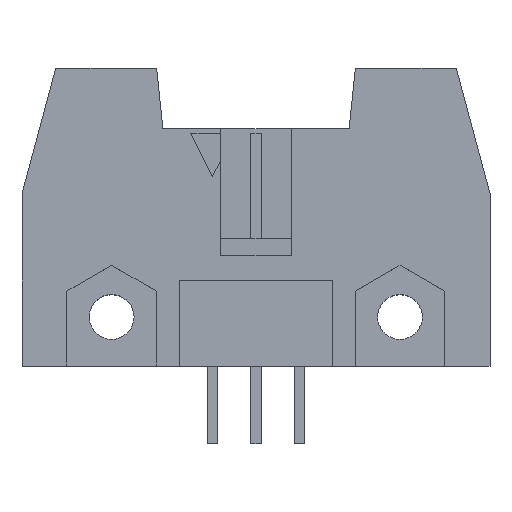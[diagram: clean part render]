
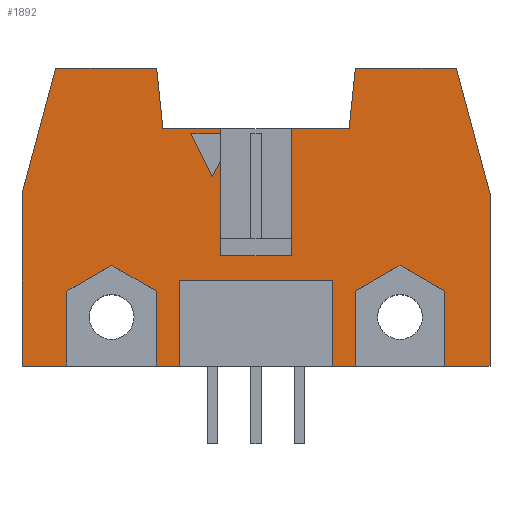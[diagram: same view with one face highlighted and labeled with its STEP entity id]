
A CAD part, top view. The second image highlights one B-rep face of the part: STEP entity #1892.
In plain terms, the highlighted planar face has unit normal (0, 0, 1).
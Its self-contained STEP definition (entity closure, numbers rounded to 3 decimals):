
#1226=LINE('',#5085,#1575);
#1230=LINE('',#5093,#1579);
#1232=LINE('',#5097,#1581);
#1236=LINE('',#5106,#1585);
#1239=LINE('',#5112,#1588);
#1242=LINE('',#5118,#1591);
#1245=LINE('',#5124,#1594);
#1248=LINE('',#5134,#1597);
#1252=LINE('',#5143,#1601);
#1255=LINE('',#5149,#1604);
#1258=LINE('',#5155,#1607);
#1270=LINE('',#5185,#1619);
#1280=LINE('',#5205,#1629);
#1283=LINE('',#5211,#1632);
#1307=LINE('',#5287,#1656);
#1320=LINE('',#5313,#1669);
#1340=LINE('',#5352,#1689);
#1341=LINE('',#5353,#1690);
#1342=LINE('',#5354,#1691);
#1343=LINE('',#5355,#1692);
#1347=LINE('',#5365,#1696);
#1350=LINE('',#5371,#1699);
#1355=LINE('',#5381,#1704);
#1358=LINE('',#5387,#1707);
#1360=LINE('',#5392,#1709);
#1388=LINE('',#5445,#1737);
#1390=LINE('',#5449,#1739);
#1393=LINE('',#5456,#1742);
#1396=LINE('',#5463,#1745);
#1400=LINE('',#5470,#1749);
#1401=LINE('',#5471,#1750);
#1403=LINE('',#5475,#1752);
#1575=VECTOR('',#4193,1.);
#1579=VECTOR('',#4199,1.);
#1581=VECTOR('',#4203,1.);
#1585=VECTOR('',#4209,1.);
#1588=VECTOR('',#4214,1.);
#1591=VECTOR('',#4219,1.);
#1594=VECTOR('',#4224,1.);
#1597=VECTOR('',#4237,1.);
#1601=VECTOR('',#4243,1.);
#1604=VECTOR('',#4248,1.);
#1607=VECTOR('',#4253,1.);
#1619=VECTOR('',#4277,1.);
#1629=VECTOR('',#4293,1.);
#1632=VECTOR('',#4298,1.);
#1656=VECTOR('',#4348,1.);
#1669=VECTOR('',#4367,1.);
#1689=VECTOR('',#4399,1.);
#1690=VECTOR('',#4400,1.);
#1691=VECTOR('',#4401,1.);
#1692=VECTOR('',#4402,1.);
#1696=VECTOR('',#4412,1.);
#1699=VECTOR('',#4417,1.);
#1704=VECTOR('',#4424,1.);
#1707=VECTOR('',#4429,1.);
#1709=VECTOR('',#4433,1.);
#1737=VECTOR('',#4489,1.);
#1739=VECTOR('',#4493,1.);
#1742=VECTOR('',#4498,1.);
#1745=VECTOR('',#4503,1.);
#1749=VECTOR('',#4511,1.);
#1750=VECTOR('',#4512,1.);
#1752=VECTOR('',#4516,1.);
#1892=ADVANCED_FACE('F120',(#2161),#2028,.T.);
#2028=PLANE('',#3861);
#2161=FACE_OUTER_BOUND('',#2321,.T.);
#2321=EDGE_LOOP('',(#3048,#3049,#3050,#3051,#3052,#3053,#3054,#3055,#3056,
#3057,#3058,#3059,#3060,#3061,#3062,#3063,#3064,#3065,#3066,#3067,#3068,
#3069,#3070,#3071,#3072,#3073,#3074,#3075,#3076,#3077,#3078,#3079));
#3048=ORIENTED_EDGE('',*,*,#3697,.T.);
#3049=ORIENTED_EDGE('',*,*,#3695,.T.);
#3050=ORIENTED_EDGE('',*,*,#3559,.F.);
#3051=ORIENTED_EDGE('',*,*,#3569,.F.);
#3052=ORIENTED_EDGE('',*,*,#3572,.F.);
#3053=ORIENTED_EDGE('',*,*,#3600,.F.);
#3054=ORIENTED_EDGE('',*,*,#3613,.F.);
#3055=ORIENTED_EDGE('',*,*,#3636,.F.);
#3056=ORIENTED_EDGE('',*,*,#3521,.T.);
#3057=ORIENTED_EDGE('',*,*,#3524,.T.);
#3058=ORIENTED_EDGE('',*,*,#3527,.T.);
#3059=ORIENTED_EDGE('',*,*,#3530,.T.);
#3060=ORIENTED_EDGE('',*,*,#3635,.F.);
#3061=ORIENTED_EDGE('',*,*,#3511,.T.);
#3062=ORIENTED_EDGE('',*,*,#3515,.T.);
#3063=ORIENTED_EDGE('',*,*,#3517,.T.);
#3064=ORIENTED_EDGE('',*,*,#3634,.F.);
#3065=ORIENTED_EDGE('',*,*,#3535,.T.);
#3066=ORIENTED_EDGE('',*,*,#3539,.T.);
#3067=ORIENTED_EDGE('',*,*,#3542,.T.);
#3068=ORIENTED_EDGE('',*,*,#3545,.T.);
#3069=ORIENTED_EDGE('',*,*,#3633,.F.);
#3070=ORIENTED_EDGE('',*,*,#3641,.F.);
#3071=ORIENTED_EDGE('',*,*,#3644,.F.);
#3072=ORIENTED_EDGE('',*,*,#3649,.F.);
#3073=ORIENTED_EDGE('',*,*,#3652,.F.);
#3074=ORIENTED_EDGE('',*,*,#3654,.F.);
#3075=ORIENTED_EDGE('',*,*,#3682,.T.);
#3076=ORIENTED_EDGE('',*,*,#3684,.T.);
#3077=ORIENTED_EDGE('',*,*,#3694,.T.);
#3078=ORIENTED_EDGE('',*,*,#3687,.T.);
#3079=ORIENTED_EDGE('',*,*,#3690,.T.);
#3208=VERTEX_POINT('',#5086);
#3209=VERTEX_POINT('',#5087);
#3210=VERTEX_POINT('',#5092);
#3211=VERTEX_POINT('',#5096);
#3213=VERTEX_POINT('',#5101);
#3215=VERTEX_POINT('',#5105);
#3217=VERTEX_POINT('',#5111);
#3219=VERTEX_POINT('',#5117);
#3221=VERTEX_POINT('',#5123);
#3224=VERTEX_POINT('',#5135);
#3225=VERTEX_POINT('',#5136);
#3228=VERTEX_POINT('',#5144);
#3230=VERTEX_POINT('',#5150);
#3232=VERTEX_POINT('',#5156);
#3240=VERTEX_POINT('',#5179);
#3243=VERTEX_POINT('',#5184);
#3250=VERTEX_POINT('',#5204);
#3252=VERTEX_POINT('',#5210);
#3269=VERTEX_POINT('',#5286);
#3279=VERTEX_POINT('',#5312);
#3292=VERTEX_POINT('',#5351);
#3295=VERTEX_POINT('',#5364);
#3297=VERTEX_POINT('',#5370);
#3301=VERTEX_POINT('',#5380);
#3303=VERTEX_POINT('',#5386);
#3305=VERTEX_POINT('',#5391);
#3316=VERTEX_POINT('',#5444);
#3317=VERTEX_POINT('',#5448);
#3320=VERTEX_POINT('',#5455);
#3321=VERTEX_POINT('',#5457);
#3322=VERTEX_POINT('',#5461);
#3325=VERTEX_POINT('',#5472);
#3511=EDGE_CURVE('E155',#3208,#3209,#1226,.T.);
#3515=EDGE_CURVE('E160',#3209,#3210,#1230,.T.);
#3517=EDGE_CURVE('E159',#3210,#3211,#1232,.T.);
#3521=EDGE_CURVE('E211',#3213,#3215,#1236,.T.);
#3524=EDGE_CURVE('E209',#3215,#3217,#1239,.T.);
#3527=EDGE_CURVE('E207',#3217,#3219,#1242,.T.);
#3530=EDGE_CURVE('E205',#3219,#3221,#1245,.T.);
#3535=EDGE_CURVE('E198',#3224,#3225,#1248,.T.);
#3539=EDGE_CURVE('E200',#3225,#3228,#1252,.T.);
#3542=EDGE_CURVE('E202',#3228,#3230,#1255,.T.);
#3545=EDGE_CURVE('E204',#3230,#3232,#1258,.T.);
#3559=EDGE_CURVE('E192',#3243,#3240,#1270,.T.);
#3569=EDGE_CURVE('E195',#3250,#3243,#1280,.T.);
#3572=EDGE_CURVE('E315',#3252,#3250,#1283,.T.);
#3600=EDGE_CURVE('E259',#3269,#3252,#1307,.T.);
#3613=EDGE_CURVE('E313',#3279,#3269,#1320,.T.);
#3633=EDGE_CURVE('E100',#3292,#3232,#1340,.T.);
#3634=EDGE_CURVE('E104',#3224,#3211,#1341,.T.);
#3635=EDGE_CURVE('E108',#3208,#3221,#1342,.T.);
#3636=EDGE_CURVE('E112',#3213,#3279,#1343,.T.);
#3641=EDGE_CURVE('E312',#3295,#3292,#1347,.T.);
#3644=EDGE_CURVE('E266',#3297,#3295,#1350,.T.);
#3649=EDGE_CURVE('E314',#3301,#3297,#1355,.T.);
#3652=EDGE_CURVE('E183',#3303,#3301,#1358,.T.);
#3654=EDGE_CURVE('E193',#3305,#3303,#1360,.T.);
#3682=EDGE_CURVE('E140',#3305,#3316,#1388,.T.);
#3684=EDGE_CURVE('E142',#3316,#3317,#1390,.T.);
#3687=EDGE_CURVE('E326',#3321,#3320,#1393,.T.);
#3690=EDGE_CURVE('E328',#3320,#3322,#1396,.T.);
#3694=EDGE_CURVE('E319',#3317,#3321,#1400,.T.);
#3695=EDGE_CURVE('E318',#3325,#3240,#1401,.T.);
#3697=EDGE_CURVE('E325',#3322,#3325,#1403,.T.);
#3861=AXIS2_PLACEMENT_3D('',#5477,#4519,#4520);
#4193=DIRECTION('',(0.,1.,0.));
#4199=DIRECTION('',(1.,0.,0.));
#4203=DIRECTION('',(0.,-1.,0.));
#4209=DIRECTION('',(0.,1.,0.));
#4214=DIRECTION('',(0.866,0.5,0.));
#4219=DIRECTION('',(0.866,-0.5,0.));
#4224=DIRECTION('',(0.,-1.,0.));
#4237=DIRECTION('',(0.,1.,0.));
#4243=DIRECTION('',(0.866,0.5,0.));
#4248=DIRECTION('',(0.866,-0.5,0.));
#4253=DIRECTION('',(0.,-1.,0.));
#4277=DIRECTION('',(1.,0.,0.));
#4293=DIRECTION('',(0.103,-0.995,0.));
#4298=DIRECTION('',(1.,0.,0.));
#4348=DIRECTION('',(0.259,0.966,0.));
#4367=DIRECTION('',(0.,1.,0.));
#4399=DIRECTION('',(-1.,0.,0.));
#4400=DIRECTION('',(-1.,0.,0.));
#4401=DIRECTION('',(-1.,0.,0.));
#4402=DIRECTION('',(-1.,0.,0.));
#4412=DIRECTION('',(0.,-1.,0.));
#4417=DIRECTION('',(0.259,-0.966,0.));
#4424=DIRECTION('',(1.,0.,0.));
#4429=DIRECTION('',(0.103,0.995,0.));
#4433=DIRECTION('',(1.,0.,0.));
#4489=DIRECTION('',(0.,-1.,0.));
#4493=DIRECTION('',(-1.,0.,0.));
#4498=DIRECTION('',(-0.447,-0.894,0.));
#4503=DIRECTION('',(-0.447,0.894,0.));
#4511=DIRECTION('',(0.,1.,0.));
#4512=DIRECTION('',(0.,1.,0.));
#4516=DIRECTION('',(1.,0.,0.));
#4519=DIRECTION('',(0.,0.,1.));
#4520=DIRECTION('',(1.,0.,0.));
#5085=CARTESIAN_POINT('',(-22.583,5.09,8.5));
#5086=CARTESIAN_POINT('',(-22.583,2.59,8.5));
#5087=CARTESIAN_POINT('',(-22.583,7.59,8.5));
#5092=CARTESIAN_POINT('',(-13.663,7.59,8.5));
#5093=CARTESIAN_POINT('',(-18.123,7.59,8.5));
#5096=CARTESIAN_POINT('',(-13.663,2.59,8.5));
#5097=CARTESIAN_POINT('',(-13.663,5.09,8.5));
#5101=CARTESIAN_POINT('',(-29.113,2.59,8.5));
#5105=CARTESIAN_POINT('',(-29.113,6.945,8.5));
#5106=CARTESIAN_POINT('',(-29.113,4.768,8.5));
#5111=CARTESIAN_POINT('',(-26.513,8.446,8.5));
#5112=CARTESIAN_POINT('',(-27.813,7.696,8.5));
#5117=CARTESIAN_POINT('',(-23.913,6.945,8.5));
#5118=CARTESIAN_POINT('',(-25.213,7.696,8.5));
#5123=CARTESIAN_POINT('',(-23.913,2.59,8.5));
#5124=CARTESIAN_POINT('',(-23.913,4.768,8.5));
#5134=CARTESIAN_POINT('',(-12.353,4.768,8.5));
#5135=CARTESIAN_POINT('',(-12.353,2.59,8.5));
#5136=CARTESIAN_POINT('',(-12.353,6.945,8.5));
#5143=CARTESIAN_POINT('',(-11.053,7.696,8.5));
#5144=CARTESIAN_POINT('',(-9.753,8.446,8.5));
#5149=CARTESIAN_POINT('',(-8.453,7.696,8.5));
#5150=CARTESIAN_POINT('',(-7.153,6.945,8.5));
#5155=CARTESIAN_POINT('',(-7.153,4.768,8.5));
#5156=CARTESIAN_POINT('',(-7.153,2.59,8.5));
#5179=CARTESIAN_POINT('',(-20.173,16.39,8.5));
#5184=CARTESIAN_POINT('',(-23.534,16.39,8.5));
#5185=CARTESIAN_POINT('',(-21.854,16.39,8.5));
#5204=CARTESIAN_POINT('',(-23.898,19.89,8.5));
#5205=CARTESIAN_POINT('',(-23.716,18.14,8.5));
#5210=CARTESIAN_POINT('',(-29.767,19.89,8.5));
#5211=CARTESIAN_POINT('',(-26.757,19.89,8.5));
#5286=CARTESIAN_POINT('',(-31.723,12.59,8.5));
#5287=CARTESIAN_POINT('',(-29.76,19.916,8.5));
#5312=CARTESIAN_POINT('',(-31.723,2.59,8.5));
#5313=CARTESIAN_POINT('',(-31.723,12.59,8.5));
#5351=CARTESIAN_POINT('',(-4.523,2.59,8.5));
#5352=CARTESIAN_POINT('',(-5.913,2.59,8.5));
#5353=CARTESIAN_POINT('',(-13.008,2.59,8.5));
#5354=CARTESIAN_POINT('',(-23.248,2.59,8.5));
#5355=CARTESIAN_POINT('',(-30.343,2.59,8.5));
#5364=CARTESIAN_POINT('',(-4.523,12.59,8.5));
#5365=CARTESIAN_POINT('',(-4.523,2.59,8.5));
#5370=CARTESIAN_POINT('',(-6.479,19.89,8.5));
#5371=CARTESIAN_POINT('',(-4.53,12.616,8.5));
#5380=CARTESIAN_POINT('',(-12.349,19.89,8.5));
#5381=CARTESIAN_POINT('',(-9.489,19.89,8.5));
#5386=CARTESIAN_POINT('',(-12.713,16.39,8.5));
#5387=CARTESIAN_POINT('',(-12.531,18.14,8.5));
#5391=CARTESIAN_POINT('',(-16.073,16.39,8.5));
#5392=CARTESIAN_POINT('',(-14.393,16.39,8.5));
#5444=CARTESIAN_POINT('',(-16.073,8.99,8.5));
#5445=CARTESIAN_POINT('',(-16.073,12.69,8.5));
#5448=CARTESIAN_POINT('',(-20.173,8.99,8.5));
#5449=CARTESIAN_POINT('',(-18.123,8.99,8.5));
#5455=CARTESIAN_POINT('',(-20.663,13.59,8.5));
#5456=CARTESIAN_POINT('',(-20.418,14.08,8.5));
#5457=CARTESIAN_POINT('',(-20.173,14.57,8.5));
#5461=CARTESIAN_POINT('',(-21.913,16.09,8.5));
#5463=CARTESIAN_POINT('',(-21.288,14.84,8.5));
#5470=CARTESIAN_POINT('',(-20.173,11.78,8.5));
#5471=CARTESIAN_POINT('',(-20.173,16.24,8.5));
#5472=CARTESIAN_POINT('',(-20.173,16.09,8.5));
#5475=CARTESIAN_POINT('',(-21.043,16.09,8.5));
#5477=CARTESIAN_POINT('',(-32.918,1.725,8.5));
